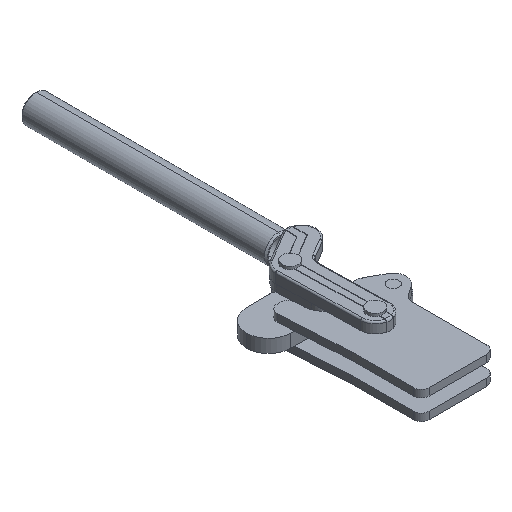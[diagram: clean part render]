
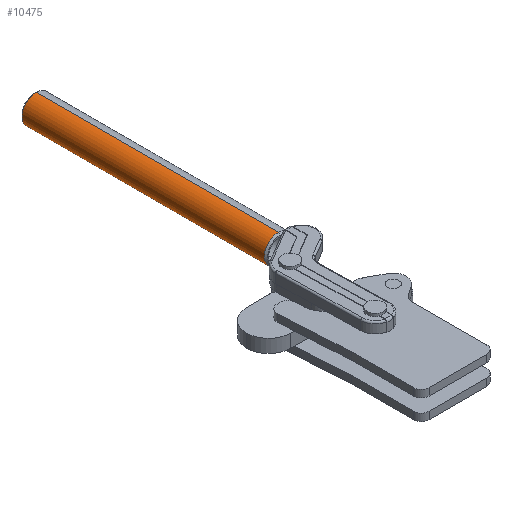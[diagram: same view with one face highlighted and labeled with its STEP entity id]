
A CAD part, isometric view. The second image highlights one B-rep face of the part: STEP entity #10475.
In plain terms, the highlighted cylindrical face has radius 8.65 mm (diameter 17.3 mm), a partial arc.
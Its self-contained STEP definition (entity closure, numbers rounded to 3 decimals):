
#92 = DIRECTION ( 'NONE',  ( 0., -1., 0. ) ) ;
#117 = LINE ( 'NONE', #3606, #2260 ) ;
#1030 = AXIS2_PLACEMENT_3D ( 'NONE', #2475, #92, #6829 ) ;
#1054 = VERTEX_POINT ( 'NONE', #10233 ) ;
#1334 = CARTESIAN_POINT ( 'NONE',  ( 0., 150., -8.65 ) ) ;
#1685 = EDGE_CURVE ( 'NONE', #1054, #8798, #5091, .T. ) ;
#1696 = DIRECTION ( 'NONE',  ( 0., -1., 0. ) ) ;
#2095 = VERTEX_POINT ( 'NONE', #8486 ) ;
#2160 = VECTOR ( 'NONE', #1696, 1000. ) ;
#2260 = VECTOR ( 'NONE', #9733, 1000. ) ;
#2475 = CARTESIAN_POINT ( 'NONE',  ( 0., 149., 0. ) ) ;
#2857 = ORIENTED_EDGE ( 'NONE', *, *, #8105, .F. ) ;
#3305 = LINE ( 'NONE', #1334, #2160 ) ;
#3606 = CARTESIAN_POINT ( 'NONE',  ( 0., 150., 8.65 ) ) ;
#4165 = EDGE_LOOP ( 'NONE', ( #2857, #4304, #4683, #9933 ) ) ;
#4304 = ORIENTED_EDGE ( 'NONE', *, *, #1685, .T. ) ;
#4543 = CARTESIAN_POINT ( 'NONE',  ( 0., 150., 0. ) ) ;
#4571 = DIRECTION ( 'NONE',  ( 0., -1., 0. ) ) ;
#4664 = DIRECTION ( 'NONE',  ( 0., 0., -1. ) ) ;
#4683 = ORIENTED_EDGE ( 'NONE', *, *, #5543, .T. ) ;
#4797 = DIRECTION ( 'NONE',  ( 0., 0., 1. ) ) ;
#4838 = CARTESIAN_POINT ( 'NONE',  ( 0., 1., 0. ) ) ;
#4887 = FACE_OUTER_BOUND ( 'NONE', #4165, .T. ) ;
#4941 = AXIS2_PLACEMENT_3D ( 'NONE', #4838, #8470, #4797 ) ;
#5038 = CARTESIAN_POINT ( 'NONE',  ( 0., 149., -8.65 ) ) ;
#5091 = CIRCLE ( 'NONE', #1030, 8.65 ) ;
#5458 = CARTESIAN_POINT ( 'NONE',  ( 0., 1., -8.65 ) ) ;
#5543 = EDGE_CURVE ( 'NONE', #8798, #11411, #3305, .T. ) ;
#6829 = DIRECTION ( 'NONE',  ( 0., 0., 1. ) ) ;
#7657 = CIRCLE ( 'NONE', #4941, 8.65 ) ;
#8105 = EDGE_CURVE ( 'NONE', #1054, #2095, #117, .T. ) ;
#8470 = DIRECTION ( 'NONE',  ( 0., 1., 0. ) ) ;
#8486 = CARTESIAN_POINT ( 'NONE',  ( 0., 1., 8.65 ) ) ;
#8796 = EDGE_CURVE ( 'NONE', #11411, #2095, #7657, .T. ) ;
#8798 = VERTEX_POINT ( 'NONE', #5038 ) ;
#9733 = DIRECTION ( 'NONE',  ( 0., -1., 0. ) ) ;
#9933 = ORIENTED_EDGE ( 'NONE', *, *, #8796, .T. ) ;
#10233 = CARTESIAN_POINT ( 'NONE',  ( 0., 149., 8.65 ) ) ;
#10475 = ADVANCED_FACE ( 'NONE', ( #4887 ), #11544, .T. ) ;
#10557 = AXIS2_PLACEMENT_3D ( 'NONE', #4543, #4571, #4664 ) ;
#11411 = VERTEX_POINT ( 'NONE', #5458 ) ;
#11544 = CYLINDRICAL_SURFACE ( 'NONE', #10557, 8.65 ) ;
